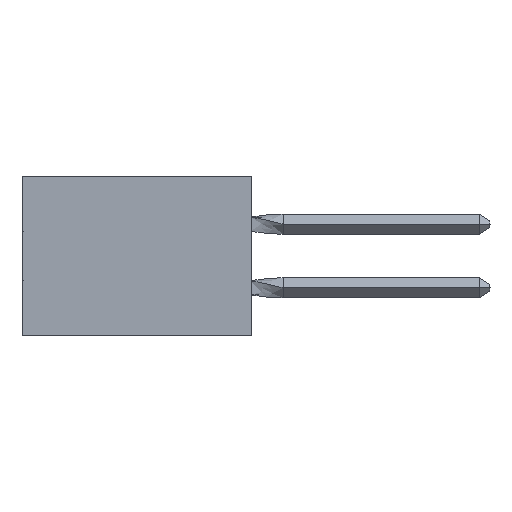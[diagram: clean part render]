
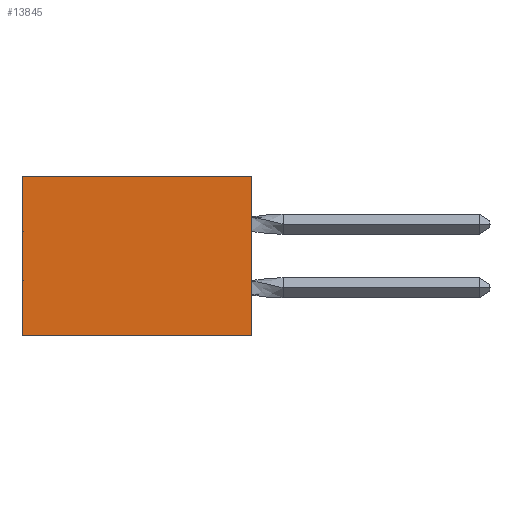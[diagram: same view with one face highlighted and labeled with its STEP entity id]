
A CAD part, left-side view. The second image highlights one B-rep face of the part: STEP entity #13845.
In plain terms, the highlighted planar face has unit normal (-1, 0, 0).
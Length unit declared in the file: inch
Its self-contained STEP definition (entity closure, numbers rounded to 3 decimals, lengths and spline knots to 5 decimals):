
#2160 = PLANE ( 'NONE',  #33460 ) ;
#5215 = LINE ( 'NONE', #37170, #8190 ) ;
#5225 = VECTOR ( 'NONE', #31054, 39.37008 ) ;
#7986 = CARTESIAN_POINT ( 'NONE',  ( 0.305, 0., 0. ) ) ;
#8190 = VECTOR ( 'NONE', #41168, 39.37008 ) ;
#11732 = LINE ( 'NONE', #42483, #5225 ) ;
#12895 = DIRECTION ( 'NONE',  ( 1., 0., 0. ) ) ;
#13845 = ADVANCED_FACE ( 'NONE', ( #18236 ), #2160, .F. ) ;
#15698 = VERTEX_POINT ( 'NONE', #47066 ) ;
#16322 = ORIENTED_EDGE ( 'NONE', *, *, #24064, .F. ) ;
#16965 = CARTESIAN_POINT ( 'NONE',  ( 0.305, 0., -0.5 ) ) ;
#17826 = VECTOR ( 'NONE', #45544, 39.37008 ) ;
#17858 = EDGE_CURVE ( 'NONE', #43193, #15698, #33198, .T. ) ;
#18236 = FACE_OUTER_BOUND ( 'NONE', #40215, .T. ) ;
#20129 = EDGE_CURVE ( 'NONE', #22635, #15698, #11732, .T. ) ;
#21886 = ORIENTED_EDGE ( 'NONE', *, *, #17858, .T. ) ;
#22635 = VERTEX_POINT ( 'NONE', #28951 ) ;
#24064 = EDGE_CURVE ( 'NONE', #29757, #22635, #5215, .T. ) ;
#28526 = ORIENTED_EDGE ( 'NONE', *, *, #32854, .T. ) ;
#28951 = CARTESIAN_POINT ( 'NONE',  ( 0.305, 0., -0.5 ) ) ;
#29757 = VERTEX_POINT ( 'NONE', #7986 ) ;
#29855 = ORIENTED_EDGE ( 'NONE', *, *, #20129, .F. ) ;
#30115 = DIRECTION ( 'NONE',  ( 0., 0., -1. ) ) ;
#31054 = DIRECTION ( 'NONE',  ( 0., 1., 0. ) ) ;
#32854 = EDGE_CURVE ( 'NONE', #29757, #43193, #33170, .T. ) ;
#33170 = LINE ( 'NONE', #45214, #17826 ) ;
#33198 = LINE ( 'NONE', #41432, #47345 ) ;
#33460 = AXIS2_PLACEMENT_3D ( 'NONE', #16965, #12895, #35616 ) ;
#35250 = CARTESIAN_POINT ( 'NONE',  ( 0.305, 0.72, 0. ) ) ;
#35616 = DIRECTION ( 'NONE',  ( 0., 0., -1. ) ) ;
#37170 = CARTESIAN_POINT ( 'NONE',  ( 0.305, 0., -0.5 ) ) ;
#40215 = EDGE_LOOP ( 'NONE', ( #21886, #29855, #16322, #28526 ) ) ;
#41168 = DIRECTION ( 'NONE',  ( 0., 0., -1. ) ) ;
#41432 = CARTESIAN_POINT ( 'NONE',  ( 0.305, 0.72, -0.5 ) ) ;
#42483 = CARTESIAN_POINT ( 'NONE',  ( 0.305, 0., -0.5 ) ) ;
#43193 = VERTEX_POINT ( 'NONE', #35250 ) ;
#45214 = CARTESIAN_POINT ( 'NONE',  ( 0.305, 0., 0. ) ) ;
#45544 = DIRECTION ( 'NONE',  ( 0., 1., 0. ) ) ;
#47066 = CARTESIAN_POINT ( 'NONE',  ( 0.305, 0.72, -0.5 ) ) ;
#47345 = VECTOR ( 'NONE', #30115, 39.37008 ) ;
